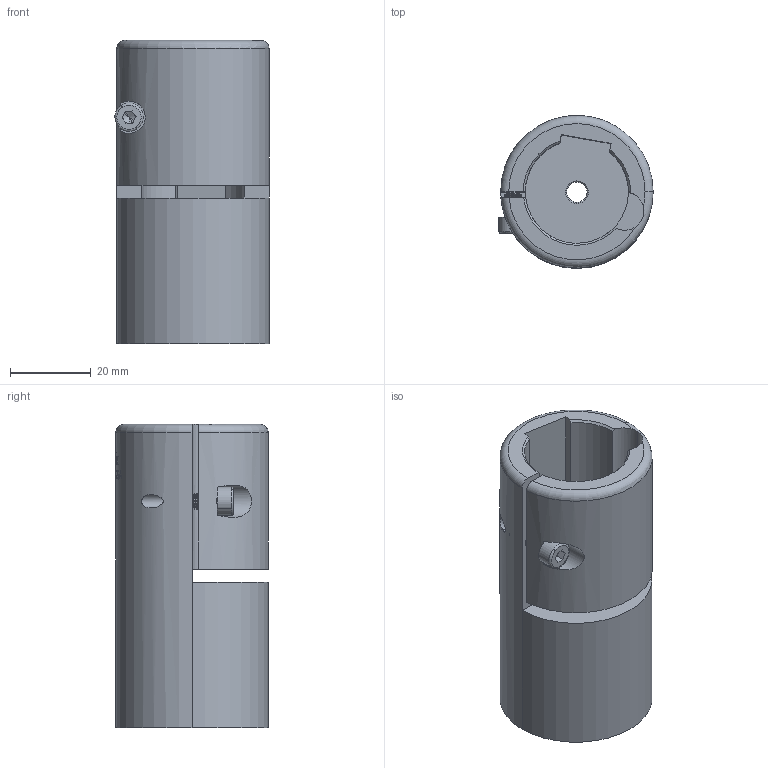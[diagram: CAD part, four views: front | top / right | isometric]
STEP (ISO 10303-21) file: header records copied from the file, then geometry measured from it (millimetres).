
FILE_DESCRIPTION (( 'STEP AP203' ), '1' );
FILE_NAME ('FCRB25-75A.STEP', '2025-07-10T03:14:48', ( '' ), ( '' ), 'SwSTEP 2.0', 'SolidWorks 2020', '' );
FILE_SCHEMA (( 'CONFIG_CONTROL_DESIGN' ));
Length unit declared in the file: millimetre
Products named in the file (1): FCRB25-75A
Bounding box: 38.15 x 37.71 x 75 mm (x, y, z)
Volume: 44659 mm3; surface area: 18251.7 mm2
Topology: 2 solids, 2 shells, 557 faces, 1509 edges, 981 vertices
Faces by surface type: bspline 250, cone 118, cylinder 97, plane 90, torus 2
Entity records: 27648 total; most frequent: CARTESIAN_POINT 15513, ORIENTED_EDGE 3014, DIRECTION 1737, EDGE_CURVE 1507, VERTEX_POINT 981, B_SPLINE_CURVE_WITH_KNOTS 797, AXIS2_PLACEMENT_3D 721, EDGE_LOOP 590
